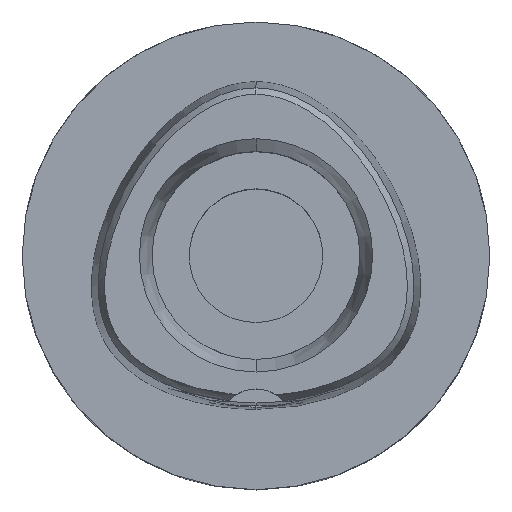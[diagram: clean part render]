
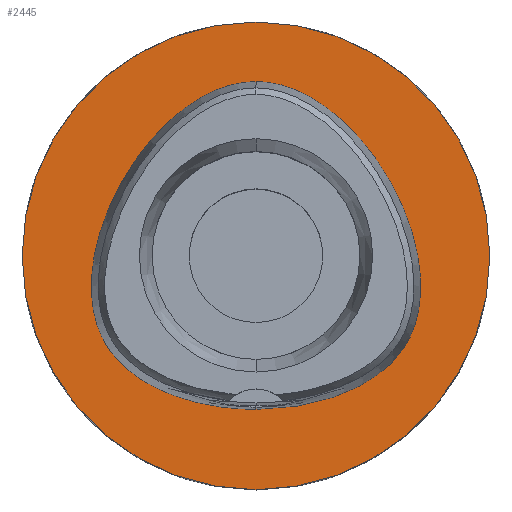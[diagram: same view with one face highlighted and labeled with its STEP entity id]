
A CAD part, top view. The second image highlights one B-rep face of the part: STEP entity #2445.
In plain terms, the highlighted planar face has unit normal (0, 0, 1).
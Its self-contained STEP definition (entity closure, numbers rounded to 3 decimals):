
#273=CARTESIAN_POINT('',(0.,0.,0.));
#274=DIRECTION('',(0.,0.,-1.));
#275=DIRECTION('',(0.,-1.,0.));
#276=AXIS2_PLACEMENT_3D('',#273,#274,#275);
#281=CARTESIAN_POINT('',(0.,0.,0.));
#282=DIRECTION('',(0.,0.,-1.));
#283=DIRECTION('',(0.,1.,0.));
#284=AXIS2_PLACEMENT_3D('',#281,#282,#283);
#289=CARTESIAN_POINT('',(0.,-20.675,0.));
#290=CARTESIAN_POINT('',(1.,-20.675,0.));
#291=CARTESIAN_POINT('',(2.956,-20.592,
0.));
#292=CARTESIAN_POINT('',(5.79,-20.235,0.));
#293=CARTESIAN_POINT('',(8.433,-19.671,0.));
#294=CARTESIAN_POINT('',(10.82,-18.94,0.));
#295=CARTESIAN_POINT('',(12.915,-18.086,0.));
#296=CARTESIAN_POINT('',(14.725,-17.146,0.));
#297=CARTESIAN_POINT('',(16.276,-16.14,0.));
#298=CARTESIAN_POINT('',(17.581,-15.097,0.));
#299=CARTESIAN_POINT('',(18.675,-14.023,0.));
#300=CARTESIAN_POINT('',(19.59,-12.914,0.));
#301=CARTESIAN_POINT('',(20.351,-11.754,0.));
#302=CARTESIAN_POINT('',(20.98,-10.504,0.));
#303=CARTESIAN_POINT('',(21.484,-9.155,0.));
#304=CARTESIAN_POINT('',(21.868,-7.662,0.));
#305=CARTESIAN_POINT('',(22.118,-6.007,0.));
#306=CARTESIAN_POINT('',(22.211,-4.161,0.));
#307=CARTESIAN_POINT('',(22.118,-2.116,0.));
#308=CARTESIAN_POINT('',(21.806,0.132,0.));
#309=CARTESIAN_POINT('',(21.243,2.566,0.));
#310=CARTESIAN_POINT('',(20.405,5.142,0.));
#311=CARTESIAN_POINT('',(19.285,7.792,0.));
#312=CARTESIAN_POINT('',(17.909,10.413,0.));
#313=CARTESIAN_POINT('',(16.317,12.912,0.));
#314=CARTESIAN_POINT('',(14.58,15.191,0.));
#315=CARTESIAN_POINT('',(12.765,17.193,0.));
#316=CARTESIAN_POINT('',(10.942,18.883,0.));
#317=CARTESIAN_POINT('',(9.157,20.262,0.));
#318=CARTESIAN_POINT('',(7.438,21.353,0.));
#319=CARTESIAN_POINT('',(5.801,22.183,0.));
#320=CARTESIAN_POINT('',(4.24,22.789,0.));
#321=CARTESIAN_POINT('',(2.759,23.195,0.));
#322=CARTESIAN_POINT('',(1.347,23.426,
0.));
#323=CARTESIAN_POINT('',(0.442,23.475,
0.));
#324=CARTESIAN_POINT('',(0.,23.475,
0.));
#329=CARTESIAN_POINT('',(0.,23.475,
0.));
#330=CARTESIAN_POINT('',(-0.443,23.475,
0.));
#331=CARTESIAN_POINT('',(-1.348,23.426,
0.));
#332=CARTESIAN_POINT('',(-2.759,23.195,0.));
#333=CARTESIAN_POINT('',(-4.24,22.789,0.));
#334=CARTESIAN_POINT('',(-5.801,22.183,0.));
#335=CARTESIAN_POINT('',(-7.438,21.352,0.));
#336=CARTESIAN_POINT('',(-9.157,20.262,0.));
#337=CARTESIAN_POINT('',(-10.943,18.882,0.));
#338=CARTESIAN_POINT('',(-12.766,17.192,0.));
#339=CARTESIAN_POINT('',(-14.582,15.189,0.));
#340=CARTESIAN_POINT('',(-16.317,12.911,0.));
#341=CARTESIAN_POINT('',(-17.909,10.413,0.));
#342=CARTESIAN_POINT('',(-19.284,7.794,0.));
#343=CARTESIAN_POINT('',(-20.403,5.145,0.));
#344=CARTESIAN_POINT('',(-21.24,2.574,0.));
#345=CARTESIAN_POINT('',(-21.804,0.142,0.));
#346=CARTESIAN_POINT('',(-22.117,-2.103,0.));
#347=CARTESIAN_POINT('',(-22.211,-4.146,0.));
#348=CARTESIAN_POINT('',(-22.119,-5.996,0.));
#349=CARTESIAN_POINT('',(-21.87,-7.651,0.));
#350=CARTESIAN_POINT('',(-21.49,-9.137,0.));
#351=CARTESIAN_POINT('',(-20.988,-10.486,0.));
#352=CARTESIAN_POINT('',(-20.367,-11.727,0.));
#353=CARTESIAN_POINT('',(-19.602,-12.898,0.));
#354=CARTESIAN_POINT('',(-18.687,-14.01,0.));
#355=CARTESIAN_POINT('',(-17.59,-15.089,0.));
#356=CARTESIAN_POINT('',(-16.284,-16.134,0.));
#357=CARTESIAN_POINT('',(-14.738,-17.138,0.));
#358=CARTESIAN_POINT('',(-12.926,-18.081,0.));
#359=CARTESIAN_POINT('',(-10.83,-18.936,0.));
#360=CARTESIAN_POINT('',(-8.443,-19.668,0.));
#361=CARTESIAN_POINT('',(-5.794,-20.234,0.));
#362=CARTESIAN_POINT('',(-2.955,-20.592,
0.));
#363=CARTESIAN_POINT('',(-0.999,-20.675,0.));
#364=CARTESIAN_POINT('',(0.,-20.675,0.));
#1586=VERTEX_POINT('',#329);
#1587=VERTEX_POINT('',#364);
#1592=CARTESIAN_POINT('',(0.,-31.5,0.));
#1593=CARTESIAN_POINT('',(0.,31.5,0.));
#1594=VERTEX_POINT('',#1592);
#1595=VERTEX_POINT('',#1593);
#2429=CARTESIAN_POINT('',(0.,0.,0.));
#2430=DIRECTION('',(0.,0.,-1.));
#2431=DIRECTION('',(0.,-1.,0.));
#2432=AXIS2_PLACEMENT_3D('',#2429,#2430,#2431);
#2433=PLANE('',#2432);
#2435=ORIENTED_EDGE('',*,*,#2434,.T.);
#2437=ORIENTED_EDGE('',*,*,#2436,.T.);
#2438=EDGE_LOOP('',(#2435,#2437));
#2439=FACE_OUTER_BOUND('',#2438,.F.);
#2441=ORIENTED_EDGE('',*,*,#2440,.T.);
#2442=ORIENTED_EDGE('',*,*,#2412,.T.);
#2443=EDGE_LOOP('',(#2441,#2442));
#2444=FACE_BOUND('',#2443,.F.);
#277=CIRCLE('',#276,31.5);
#285=CIRCLE('',#284,31.5);
#325=B_SPLINE_CURVE_WITH_KNOTS('',3,(#289,#290,#291,#292,#293,#294,#295,#296,
#297,#298,#299,#300,#301,#302,#303,#304,#305,#306,#307,#308,#309,#310,#311,#312,
#313,#314,#315,#316,#317,#318,#319,#320,#321,#322,#323,#324),.UNSPECIFIED.,.F.,
.F.,(4,1,1,1,1,1,1,1,1,1,1,1,1,1,1,1,1,1,1,1,1,1,1,1,1,1,1,1,1,1,1,1,1,4),(0.,
0.03,0.061,0.091,0.121,
0.152,0.182,0.212,0.242,
0.273,0.303,0.333,0.364,
0.394,0.424,0.455,0.485,
0.515,0.545,0.576,0.606,
0.636,0.667,0.697,0.727,
0.758,0.788,0.818,0.848,
0.879,0.909,0.939,0.97,1.),
.UNSPECIFIED.);
#365=B_SPLINE_CURVE_WITH_KNOTS('',3,(#329,#330,#331,#332,#333,#334,#335,#336,
#337,#338,#339,#340,#341,#342,#343,#344,#345,#346,#347,#348,#349,#350,#351,#352,
#353,#354,#355,#356,#357,#358,#359,#360,#361,#362,#363,#364),.UNSPECIFIED.,.F.,
.F.,(4,1,1,1,1,1,1,1,1,1,1,1,1,1,1,1,1,1,1,1,1,1,1,1,1,1,1,1,1,1,1,1,1,4),(0.,
0.03,0.061,0.091,0.121,
0.152,0.182,0.212,0.242,
0.273,0.303,0.333,0.364,
0.394,0.424,0.455,0.485,
0.515,0.545,0.576,0.606,
0.636,0.667,0.697,0.727,
0.758,0.788,0.818,0.848,
0.879,0.909,0.939,0.97,1.),
.UNSPECIFIED.);
#2412=EDGE_CURVE('',#1586,#1587,#365,.T.);
#2434=EDGE_CURVE('',#1594,#1595,#277,.T.);
#2436=EDGE_CURVE('',#1595,#1594,#285,.T.);
#2440=EDGE_CURVE('',#1587,#1586,#325,.T.);
#2445=ADVANCED_FACE('',(#2439,#2444),#2433,.F.);
